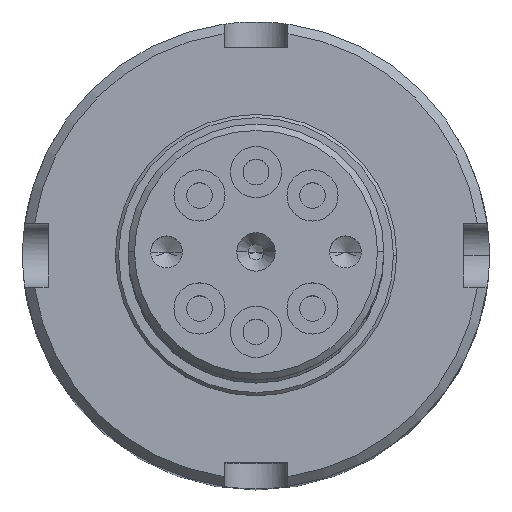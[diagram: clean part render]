
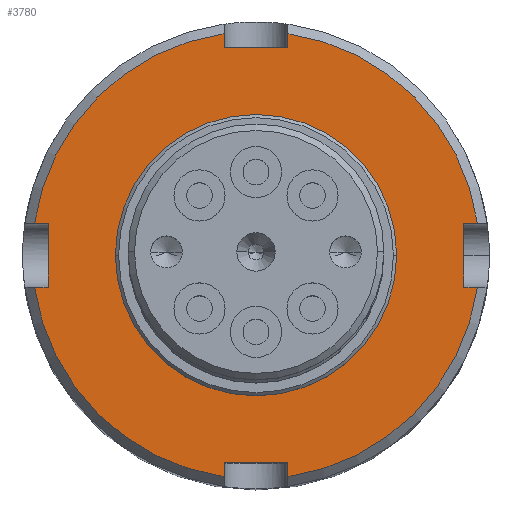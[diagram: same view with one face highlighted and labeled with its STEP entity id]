
A CAD part, top view. The second image highlights one B-rep face of the part: STEP entity #3780.
In plain terms, the highlighted planar face has unit normal (0, 0, 1).
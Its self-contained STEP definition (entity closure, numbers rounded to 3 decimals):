
#823 = CARTESIAN_POINT ( 'NONE',  ( 32.5, -5., 132. ) ) ;
#824 = CARTESIAN_POINT ( 'NONE',  ( -5., -34.641, 132. ) ) ;
#825 = CARTESIAN_POINT ( 'NONE',  ( 5., -34.641, 132. ) ) ;
#1029 = CARTESIAN_POINT ( 'NONE',  ( -32.5, 5., 132. ) ) ;
#1031 = CARTESIAN_POINT ( 'NONE',  ( 5., 34.641, 132. ) ) ;
#1032 = CARTESIAN_POINT ( 'NONE',  ( 5., 32.5, 132. ) ) ;
#1034 = CARTESIAN_POINT ( 'NONE',  ( -5., 34.641, 132. ) ) ;
#1035 = CARTESIAN_POINT ( 'NONE',  ( 32.5, 5., 132. ) ) ;
#1060 = CARTESIAN_POINT ( 'NONE',  ( 34.641, 5., 132. ) ) ;
#1219 = CARTESIAN_POINT ( 'NONE',  ( -22., 0., 132. ) ) ;
#1222 = CARTESIAN_POINT ( 'NONE',  ( 22., 0., 132. ) ) ;
#1354 = CARTESIAN_POINT ( 'NONE',  ( 0., 5., 132. ) ) ;
#1375 = CARTESIAN_POINT ( 'NONE',  ( -34.641, 5., 132. ) ) ;
#1376 = CARTESIAN_POINT ( 'NONE',  ( -5., 32.5, 132. ) ) ;
#1390 = AXIS2_PLACEMENT_3D ( 'NONE', #7601, #7602, #7603 ) ;
#1391 = AXIS2_PLACEMENT_3D ( 'NONE', #6256, #6257, #6258 ) ;
#1392 = AXIS2_PLACEMENT_3D ( 'NONE', #6266, #6267, #6268 ) ;
#1393 = AXIS2_PLACEMENT_3D ( 'NONE', #6275, #6276, #6277 ) ;
#1394 = AXIS2_PLACEMENT_3D ( 'NONE', #6279, #6280, #6281 ) ;
#1472 = AXIS2_PLACEMENT_3D ( 'NONE', #5663, #5664, #5665 ) ;
#1628 = CARTESIAN_POINT ( 'NONE',  ( -32.5, -5., 132. ) ) ;
#1747 = CIRCLE ( 'NONE', #1472, 22. ) ;
#1793 = ORIENTED_EDGE ( 'NONE', *, *, #4554, .F. ) ;
#1794 = ORIENTED_EDGE ( 'NONE', *, *, #4555, .T. ) ;
#1795 = ORIENTED_EDGE ( 'NONE', *, *, #4556, .F. ) ;
#1796 = ORIENTED_EDGE ( 'NONE', *, *, #4557, .T. ) ;
#1797 = ORIENTED_EDGE ( 'NONE', *, *, #4558, .F. ) ;
#1798 = ORIENTED_EDGE ( 'NONE', *, *, #4559, .T. ) ;
#1799 = ORIENTED_EDGE ( 'NONE', *, *, #4560, .F. ) ;
#1800 = ORIENTED_EDGE ( 'NONE', *, *, #4561, .T. ) ;
#1801 = ORIENTED_EDGE ( 'NONE', *, *, #4562, .F. ) ;
#1802 = ORIENTED_EDGE ( 'NONE', *, *, #4563, .T. ) ;
#1803 = ORIENTED_EDGE ( 'NONE', *, *, #4564, .F. ) ;
#1804 = ORIENTED_EDGE ( 'NONE', *, *, #4565, .T. ) ;
#1805 = ORIENTED_EDGE ( 'NONE', *, *, #4566, .F. ) ;
#1806 = ORIENTED_EDGE ( 'NONE', *, *, #4567, .T. ) ;
#1807 = ORIENTED_EDGE ( 'NONE', *, *, #4568, .F. ) ;
#1808 = ORIENTED_EDGE ( 'NONE', *, *, #4569, .T. ) ;
#1809 = ORIENTED_EDGE ( 'NONE', *, *, #4570, .F. ) ;
#1810 = ORIENTED_EDGE ( 'NONE', *, *, #4697, .F. ) ;
#1905 = EDGE_LOOP ( 'NONE', ( #1793, #1794, #1795, #1796, #1797, #1798, #1799, #1800, #1801, #1802, #1803, #1804, #1805, #1806, #1807, #1808 ) ) ;
#1906 = EDGE_LOOP ( 'NONE', ( #1809, #1810 ) ) ;
#2051 = CARTESIAN_POINT ( 'NONE',  ( -5., -32.5, 132. ) ) ;
#2064 = CARTESIAN_POINT ( 'NONE',  ( 0., 0., 132. ) ) ;
#2067 = PLANE ( 'NONE',  #3976 ) ;
#2069 = DIRECTION ( 'NONE',  ( 0., 0., 1. ) ) ;
#2070 = DIRECTION ( 'NONE',  ( 1., 0., 0. ) ) ;
#2650 = VERTEX_POINT ( 'NONE', #3427 ) ;
#2652 = VERTEX_POINT ( 'NONE', #3426 ) ;
#2653 = VERTEX_POINT ( 'NONE', #823 ) ;
#2654 = VERTEX_POINT ( 'NONE', #824 ) ;
#2655 = VERTEX_POINT ( 'NONE', #825 ) ;
#2656 = VERTEX_POINT ( 'NONE', #1628 ) ;
#2657 = VERTEX_POINT ( 'NONE', #2051 ) ;
#2658 = VERTEX_POINT ( 'NONE', #1375 ) ;
#2659 = VERTEX_POINT ( 'NONE', #7626 ) ;
#2660 = VERTEX_POINT ( 'NONE', #1376 ) ;
#2661 = VERTEX_POINT ( 'NONE', #1029 ) ;
#2662 = VERTEX_POINT ( 'NONE', #1031 ) ;
#2663 = VERTEX_POINT ( 'NONE', #1032 ) ;
#2664 = VERTEX_POINT ( 'NONE', #1034 ) ;
#2665 = VERTEX_POINT ( 'NONE', #1035 ) ;
#2680 = VERTEX_POINT ( 'NONE', #1060 ) ;
#2773 = VERTEX_POINT ( 'NONE', #1219 ) ;
#2775 = VERTEX_POINT ( 'NONE', #1222 ) ;
#3012 = FACE_BOUND ( 'NONE', #1906, .T. ) ;
#3020 = FACE_OUTER_BOUND ( 'NONE', #1905, .T. ) ;
#3426 = CARTESIAN_POINT ( 'NONE',  ( 5., -32.5, 132. ) ) ;
#3427 = CARTESIAN_POINT ( 'NONE',  ( 34.641, -5., 132. ) ) ;
#3780 = ADVANCED_FACE ( 'NONE', ( #3020, #3012 ), #2067, .T. ) ;
#3976 = AXIS2_PLACEMENT_3D ( 'NONE', #2064, #2069, #2070 ) ;
#4554 = EDGE_CURVE ( 'NONE', #2680, #2665, #4774, .T. ) ;
#4555 = EDGE_CURVE ( 'NONE', #2680, #2662, #4765, .T. ) ;
#4556 = EDGE_CURVE ( 'NONE', #2663, #2662, #4773, .T. ) ;
#4557 = EDGE_CURVE ( 'NONE', #2663, #2660, #4763, .T. ) ;
#4558 = EDGE_CURVE ( 'NONE', #2664, #2660, #4760, .T. ) ;
#4559 = EDGE_CURVE ( 'NONE', #2664, #2658, #4762, .T. ) ;
#4560 = EDGE_CURVE ( 'NONE', #2661, #2658, #4756, .T. ) ;
#4561 = EDGE_CURVE ( 'NONE', #2661, #2656, #4758, .T. ) ;
#4562 = EDGE_CURVE ( 'NONE', #2659, #2656, #4753, .T. ) ;
#4563 = EDGE_CURVE ( 'NONE', #2659, #2654, #4755, .T. ) ;
#4564 = EDGE_CURVE ( 'NONE', #2657, #2654, #4749, .T. ) ;
#4565 = EDGE_CURVE ( 'NONE', #2657, #2652, #4751, .T. ) ;
#4566 = EDGE_CURVE ( 'NONE', #2655, #2652, #4746, .T. ) ;
#4567 = EDGE_CURVE ( 'NONE', #2655, #2650, #4748, .T. ) ;
#4568 = EDGE_CURVE ( 'NONE', #2653, #2650, #4742, .T. ) ;
#4569 = EDGE_CURVE ( 'NONE', #2653, #2665, #4744, .T. ) ;
#4570 = EDGE_CURVE ( 'NONE', #2773, #2775, #4739, .T. ) ;
#4697 = EDGE_CURVE ( 'NONE', #2775, #2773, #1747, .T. ) ;
#4738 = VECTOR ( 'NONE', #6278, 1000. ) ;
#4739 = CIRCLE ( 'NONE', #1394, 22. ) ;
#4740 = VECTOR ( 'NONE', #6269, 1000. ) ;
#4742 = LINE ( 'NONE', #6272, #4740 ) ;
#4743 = VECTOR ( 'NONE', #6273, 1000. ) ;
#4744 = LINE ( 'NONE', #6274, #4738 ) ;
#4745 = VECTOR ( 'NONE', #6270, 1000. ) ;
#4746 = LINE ( 'NONE', #6271, #4743 ) ;
#4747 = VECTOR ( 'NONE', #6259, 1000. ) ;
#4748 = CIRCLE ( 'NONE', #1393, 35. ) ;
#4749 = LINE ( 'NONE', #6263, #4747 ) ;
#4750 = VECTOR ( 'NONE', #6264, 1000. ) ;
#4751 = LINE ( 'NONE', #6265, #4745 ) ;
#4752 = VECTOR ( 'NONE', #6261, 1000. ) ;
#4753 = LINE ( 'NONE', #6262, #4750 ) ;
#4754 = VECTOR ( 'NONE', #6260, 1000. ) ;
#4755 = CIRCLE ( 'NONE', #1392, 35. ) ;
#4756 = LINE ( 'NONE', #1354, #4754 ) ;
#4757 = VECTOR ( 'NONE', #6254, 1000. ) ;
#4758 = LINE ( 'NONE', #6255, #4752 ) ;
#4759 = VECTOR ( 'NONE', #7605, 1000. ) ;
#4760 = LINE ( 'NONE', #7606, #4757 ) ;
#4761 = VECTOR ( 'NONE', #7595, 1000. ) ;
#4762 = CIRCLE ( 'NONE', #1391, 35. ) ;
#4763 = LINE ( 'NONE', #7599, #4759 ) ;
#4764 = VECTOR ( 'NONE', #7570, 1000. ) ;
#4765 = CIRCLE ( 'NONE', #1390, 35. ) ;
#4773 = LINE ( 'NONE', #7600, #4761 ) ;
#4774 = LINE ( 'NONE', #7540, #4764 ) ;
#5663 = CARTESIAN_POINT ( 'NONE',  ( 0., 0., 132. ) ) ;
#5664 = DIRECTION ( 'NONE',  ( 0., 0., 1. ) ) ;
#5665 = DIRECTION ( 'NONE',  ( 1., 0., 0. ) ) ;
#6254 = DIRECTION ( 'NONE',  ( 0., -1., 0. ) ) ;
#6255 = CARTESIAN_POINT ( 'NONE',  ( -32.5, 0., 132. ) ) ;
#6256 = CARTESIAN_POINT ( 'NONE',  ( 0., 0., 132. ) ) ;
#6257 = DIRECTION ( 'NONE',  ( 0., 0., 1. ) ) ;
#6258 = DIRECTION ( 'NONE',  ( 1., 0., 0. ) ) ;
#6259 = DIRECTION ( 'NONE',  ( 0., -1., 0. ) ) ;
#6260 = DIRECTION ( 'NONE',  ( -1., 0., 0. ) ) ;
#6261 = DIRECTION ( 'NONE',  ( 0., -1., 0. ) ) ;
#6262 = CARTESIAN_POINT ( 'NONE',  ( 0., -5., 132. ) ) ;
#6263 = CARTESIAN_POINT ( 'NONE',  ( -5., 0., 132. ) ) ;
#6264 = DIRECTION ( 'NONE',  ( 1., 0., 0. ) ) ;
#6265 = CARTESIAN_POINT ( 'NONE',  ( 0., -32.5, 132. ) ) ;
#6266 = CARTESIAN_POINT ( 'NONE',  ( 0., 0., 132. ) ) ;
#6267 = DIRECTION ( 'NONE',  ( 0., 0., 1. ) ) ;
#6268 = DIRECTION ( 'NONE',  ( 1., 0., 0. ) ) ;
#6269 = DIRECTION ( 'NONE',  ( 1., 0., 0. ) ) ;
#6270 = DIRECTION ( 'NONE',  ( 1., 0., 0. ) ) ;
#6271 = CARTESIAN_POINT ( 'NONE',  ( 5., 0., 132. ) ) ;
#6272 = CARTESIAN_POINT ( 'NONE',  ( 0., -5., 132. ) ) ;
#6273 = DIRECTION ( 'NONE',  ( 0., 1., 0. ) ) ;
#6274 = CARTESIAN_POINT ( 'NONE',  ( 32.5, 0., 132. ) ) ;
#6275 = CARTESIAN_POINT ( 'NONE',  ( 0., 0., 132. ) ) ;
#6276 = DIRECTION ( 'NONE',  ( 0., 0., 1. ) ) ;
#6277 = DIRECTION ( 'NONE',  ( 1., 0., 0. ) ) ;
#6278 = DIRECTION ( 'NONE',  ( 0., 1., 0. ) ) ;
#6279 = CARTESIAN_POINT ( 'NONE',  ( 0., 0., 132. ) ) ;
#6280 = DIRECTION ( 'NONE',  ( 0., 0., 1. ) ) ;
#6281 = DIRECTION ( 'NONE',  ( 1., 0., 0. ) ) ;
#7540 = CARTESIAN_POINT ( 'NONE',  ( 0., 5., 132. ) ) ;
#7570 = DIRECTION ( 'NONE',  ( -1., 0., 0. ) ) ;
#7595 = DIRECTION ( 'NONE',  ( 0., 1., 0. ) ) ;
#7599 = CARTESIAN_POINT ( 'NONE',  ( 0., 32.5, 132. ) ) ;
#7600 = CARTESIAN_POINT ( 'NONE',  ( 5., 0., 132. ) ) ;
#7601 = CARTESIAN_POINT ( 'NONE',  ( 0., 0., 132. ) ) ;
#7602 = DIRECTION ( 'NONE',  ( 0., 0., 1. ) ) ;
#7603 = DIRECTION ( 'NONE',  ( 1., 0., 0. ) ) ;
#7605 = DIRECTION ( 'NONE',  ( -1., 0., 0. ) ) ;
#7606 = CARTESIAN_POINT ( 'NONE',  ( -5., 0., 132. ) ) ;
#7626 = CARTESIAN_POINT ( 'NONE',  ( -34.641, -5., 132. ) ) ;
